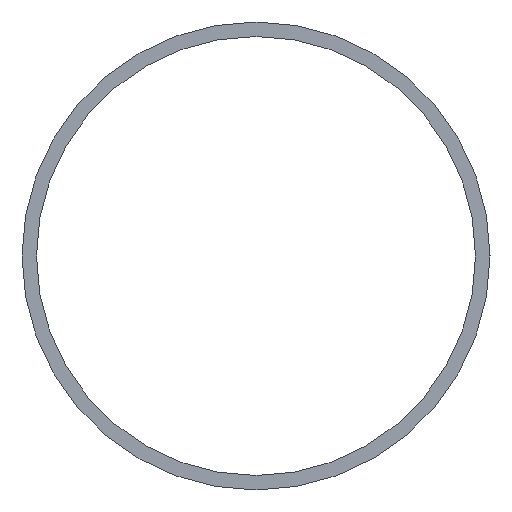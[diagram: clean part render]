
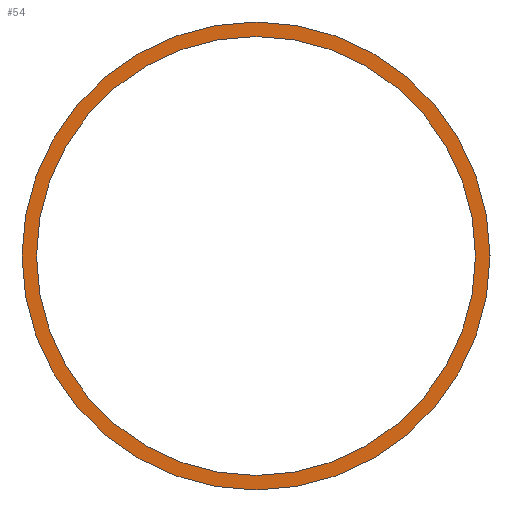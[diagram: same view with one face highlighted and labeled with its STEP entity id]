
A CAD part, left-side view. The second image highlights one B-rep face of the part: STEP entity #54.
In plain terms, the highlighted planar face has unit normal (-1, 0, 0).
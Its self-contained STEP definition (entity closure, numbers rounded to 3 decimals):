
#4 = AXIS2_PLACEMENT_3D ( 'NONE', #129, #56, #142 ) ;
#18 = AXIS2_PLACEMENT_3D ( 'NONE', #108, #84, #20 ) ;
#20 = DIRECTION ( 'NONE',  ( 0., 0., -1. ) ) ;
#25 = AXIS2_PLACEMENT_3D ( 'NONE', #153, #78, #165 ) ;
#27 = EDGE_CURVE ( 'NONE', #73, #73, #120, .T. ) ;
#29 = EDGE_CURVE ( 'NONE', #64, #64, #55, .T. ) ;
#40 = ORIENTED_EDGE ( 'NONE', *, *, #29, .T. ) ;
#46 = CARTESIAN_POINT ( 'NONE',  ( 0., 0., -25. ) ) ;
#54 = ADVANCED_FACE ( 'NONE', ( #155, #82 ), #88, .F. ) ;
#55 = CIRCLE ( 'NONE', #18, 23.45 ) ;
#56 = DIRECTION ( 'NONE',  ( 1., 0., 0. ) ) ;
#57 = CARTESIAN_POINT ( 'NONE',  ( 0., 0., -23.45 ) ) ;
#64 = VERTEX_POINT ( 'NONE', #57 ) ;
#73 = VERTEX_POINT ( 'NONE', #46 ) ;
#78 = DIRECTION ( 'NONE',  ( 1., 0., 0. ) ) ;
#82 = FACE_BOUND ( 'NONE', #161, .T. ) ;
#84 = DIRECTION ( 'NONE',  ( 1., 0., 0. ) ) ;
#88 = PLANE ( 'NONE',  #4 ) ;
#90 = EDGE_LOOP ( 'NONE', ( #123 ) ) ;
#108 = CARTESIAN_POINT ( 'NONE',  ( 0., 0., 0. ) ) ;
#120 = CIRCLE ( 'NONE', #25, 25. ) ;
#123 = ORIENTED_EDGE ( 'NONE', *, *, #27, .F. ) ;
#129 = CARTESIAN_POINT ( 'NONE',  ( 0., 0., 0. ) ) ;
#142 = DIRECTION ( 'NONE',  ( 0., 0., -1. ) ) ;
#153 = CARTESIAN_POINT ( 'NONE',  ( 0., 0., 0. ) ) ;
#155 = FACE_OUTER_BOUND ( 'NONE', #90, .T. ) ;
#161 = EDGE_LOOP ( 'NONE', ( #40 ) ) ;
#165 = DIRECTION ( 'NONE',  ( 0., 0., -1. ) ) ;
